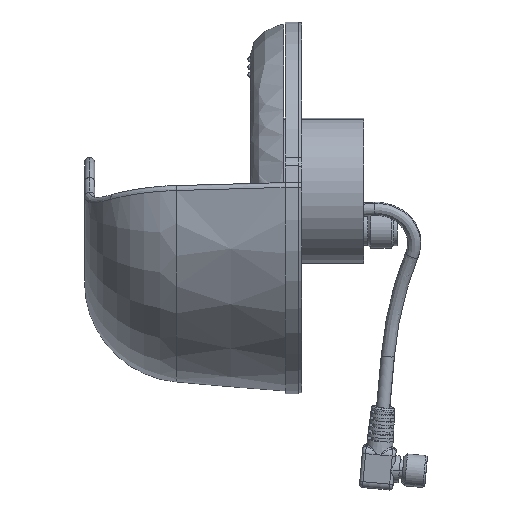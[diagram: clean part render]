
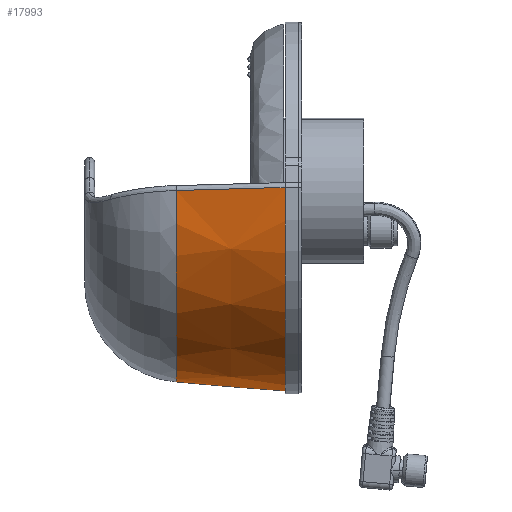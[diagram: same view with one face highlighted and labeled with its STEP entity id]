
A CAD part, left-side view. The second image highlights one B-rep face of the part: STEP entity #17993.
In plain terms, the highlighted conical face has half-angle 5 degrees and reference radius 60 mm.
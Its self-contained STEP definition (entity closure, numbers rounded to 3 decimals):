
#273 = FACE_OUTER_BOUND ( 'NONE', #15629, .T. ) ;
#2416 = VERTEX_POINT ( 'NONE', #12082 ) ;
#2423 = VERTEX_POINT ( 'NONE', #12087 ) ;
#2809 = VERTEX_POINT ( 'NONE', #12366 ) ;
#2810 = VERTEX_POINT ( 'NONE', #12370 ) ;
#2811 = VERTEX_POINT ( 'NONE', #12371 ) ;
#4205 = AXIS2_PLACEMENT_3D ( 'NONE', #13477, #13478, #13480 ) ;
#4235 = AXIS2_PLACEMENT_3D ( 'NONE', #13470, #13471, #13472 ) ;
#4248 = CIRCLE ( 'NONE', #4205, 57.147 ) ;
#4268 = CIRCLE ( 'NONE', #4857, 57.147 ) ;
#4715 = CIRCLE ( 'NONE', #4235, 60. ) ;
#4857 = AXIS2_PLACEMENT_3D ( 'NONE', #19083, #19084, #19085 ) ;
#5439 = CONICAL_SURFACE ( 'NONE', #5446, 60., 0.087 ) ;
#5446 = AXIS2_PLACEMENT_3D ( 'NONE', #11637, #11639, #11633 ) ;
#5533 = B_SPLINE_CURVE_WITH_KNOTS ( 'NONE', 3,
 ( #13466, #13467, #13468, #13469 ),
 .UNSPECIFIED., .F., .F.,
 ( 4, 4 ),
 ( 0., 0.033 ),
 .UNSPECIFIED. ) ;
#5534 = B_SPLINE_CURVE_WITH_KNOTS ( 'NONE', 3,
 ( #13473, #13474, #13475, #13476 ),
 .UNSPECIFIED., .F., .F.,
 ( 4, 4 ),
 ( 0., 0.033 ),
 .UNSPECIFIED. ) ;
#9604 = ORIENTED_EDGE ( 'NONE', *, *, #17366, .T. ) ;
#10357 = ORIENTED_EDGE ( 'NONE', *, *, #17126, .T. ) ;
#10359 = ORIENTED_EDGE ( 'NONE', *, *, #17128, .T. ) ;
#10361 = ORIENTED_EDGE ( 'NONE', *, *, #17127, .T. ) ;
#10368 = ORIENTED_EDGE ( 'NONE', *, *, #17129, .T. ) ;
#11633 = DIRECTION ( 'NONE',  ( 0.002, 0., 1. ) ) ;
#11637 = CARTESIAN_POINT ( 'NONE',  ( 0.007, 4., -0.1 ) ) ;
#11639 = DIRECTION ( 'NONE',  ( 0., -1., 0. ) ) ;
#12082 = CARTESIAN_POINT ( 'NONE',  ( -57.139, 36.615, 0.07 ) ) ;
#12087 = CARTESIAN_POINT ( 'NONE',  ( -0.094, 36.615, -57.247 ) ) ;
#12366 = CARTESIAN_POINT ( 'NONE',  ( 57.153, 36.615, -0.131 ) ) ;
#12370 = CARTESIAN_POINT ( 'NONE',  ( 60.001, 4., 0.775 ) ) ;
#12371 = CARTESIAN_POINT ( 'NONE',  ( -59.983, 4., 0.986 ) ) ;
#13466 = CARTESIAN_POINT ( 'NONE',  ( -59.983, 4., 0.986 ) ) ;
#13467 = CARTESIAN_POINT ( 'NONE',  ( -59.038, 14.872, 0.673 ) ) ;
#13468 = CARTESIAN_POINT ( 'NONE',  ( -58.09, 25.743, 0.368 ) ) ;
#13469 = CARTESIAN_POINT ( 'NONE',  ( -57.139, 36.615, 0.07 ) ) ;
#13470 = CARTESIAN_POINT ( 'NONE',  ( 0.007, 4., -0.1 ) ) ;
#13471 = DIRECTION ( 'NONE',  ( 0., 1., 0. ) ) ;
#13472 = DIRECTION ( 'NONE',  ( 0.002, 0., 1. ) ) ;
#13473 = CARTESIAN_POINT ( 'NONE',  ( 57.153, 36.615, -0.131 ) ) ;
#13474 = CARTESIAN_POINT ( 'NONE',  ( 58.105, 25.743, 0.163 ) ) ;
#13475 = CARTESIAN_POINT ( 'NONE',  ( 59.054, 14.872, 0.465 ) ) ;
#13476 = CARTESIAN_POINT ( 'NONE',  ( 60.001, 4., 0.775 ) ) ;
#13477 = CARTESIAN_POINT ( 'NONE',  ( 0.007, 36.615, -0.1 ) ) ;
#13478 = DIRECTION ( 'NONE',  ( 0., -1., 0. ) ) ;
#13480 = DIRECTION ( 'NONE',  ( 0.002, 0., 1. ) ) ;
#15629 = EDGE_LOOP ( 'NONE', ( #9604, #10368, #10359, #10361, #10357 ) ) ;
#17126 = EDGE_CURVE ( 'NONE', #2811, #2416, #5533, .T. ) ;
#17127 = EDGE_CURVE ( 'NONE', #2810, #2811, #4715, .T. ) ;
#17128 = EDGE_CURVE ( 'NONE', #2809, #2810, #5534, .T. ) ;
#17129 = EDGE_CURVE ( 'NONE', #2423, #2809, #4248, .T. ) ;
#17366 = EDGE_CURVE ( 'NONE', #2416, #2423, #4268, .T. ) ;
#17993 = ADVANCED_FACE ( 'NONE', ( #273 ), #5439, .T. ) ;
#19083 = CARTESIAN_POINT ( 'NONE',  ( 0.007, 36.615, -0.1 ) ) ;
#19084 = DIRECTION ( 'NONE',  ( 0., -1., 0. ) ) ;
#19085 = DIRECTION ( 'NONE',  ( 0.002, 0., 1. ) ) ;
